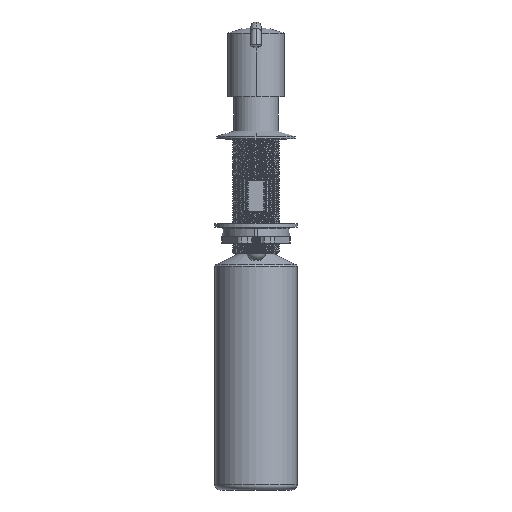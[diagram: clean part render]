
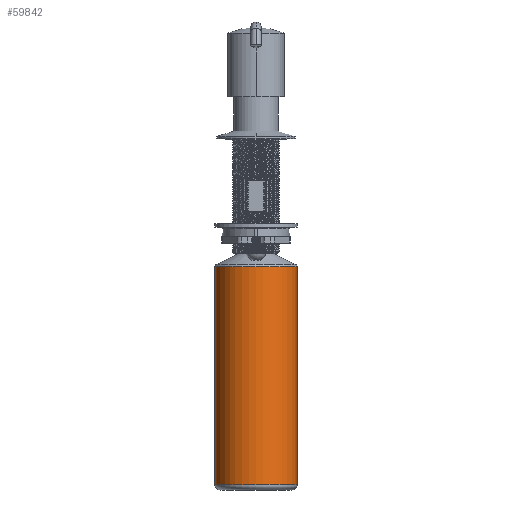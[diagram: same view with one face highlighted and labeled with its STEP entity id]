
A CAD part, front view. The second image highlights one B-rep face of the part: STEP entity #59842.
In plain terms, the highlighted cylindrical face has radius 24.876 mm (diameter 49.751 mm), a partial arc.
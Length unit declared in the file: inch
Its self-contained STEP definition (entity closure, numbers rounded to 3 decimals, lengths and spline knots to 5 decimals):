
#21090=CARTESIAN_POINT('',(0.,0.,-3.22881));
#21091=DIRECTION('',(0.,0.,1.));
#21092=DIRECTION('',(-1.,0.,0.));
#21093=AXIS2_PLACEMENT_3D('',#21090,#21091,#21092);
#21098=DIRECTION('',(0.,0.,1.));
#21099=VECTOR('',#21098,5.19619);
#21100=CARTESIAN_POINT('',(0.97936,0.,-8.425));
#21101=LINE('',#21100,#21099);
#21105=CARTESIAN_POINT('',(0.,0.,-8.425));
#21106=DIRECTION('',(0.,0.,1.));
#21107=DIRECTION('',(-1.,0.,0.));
#21108=AXIS2_PLACEMENT_3D('',#21105,#21106,#21107);
#21113=DIRECTION('',(0.,0.,1.));
#21114=VECTOR('',#21113,5.19619);
#21115=CARTESIAN_POINT('',(-0.97936,0.,-8.425));
#21116=LINE('',#21115,#21114);
#32588=CARTESIAN_POINT('',(-0.97936,0.,-8.425));
#32589=CARTESIAN_POINT('',(0.97936,0.,-8.425));
#32590=VERTEX_POINT('',#32588);
#32591=VERTEX_POINT('',#32589);
#32600=CARTESIAN_POINT('',(0.97936,0.,-3.22881));
#32601=CARTESIAN_POINT('',(-0.97936,0.,-3.22881));
#32602=VERTEX_POINT('',#32600);
#32603=VERTEX_POINT('',#32601);
#59830=CARTESIAN_POINT('',(0.,0.,-1.9875));
#59831=DIRECTION('',(0.,0.,-1.));
#59832=DIRECTION('',(1.,0.,0.));
#59833=AXIS2_PLACEMENT_3D('',#59830,#59831,#59832);
#59834=CYLINDRICAL_SURFACE('',#59833,0.97936);
#59835=ORIENTED_EDGE('',*,*,#59795,.T.);
#59836=ORIENTED_EDGE('',*,*,#59825,.F.);
#59838=ORIENTED_EDGE('',*,*,#59837,.F.);
#59839=ORIENTED_EDGE('',*,*,#59821,.T.);
#59840=EDGE_LOOP('',(#59835,#59836,#59838,#59839));
#59841=FACE_OUTER_BOUND('',#59840,.F.);
#21094=CIRCLE('',#21093,0.97936);
#21109=CIRCLE('',#21108,0.97936);
#59795=EDGE_CURVE('',#32603,#32602,#21094,.T.);
#59821=EDGE_CURVE('',#32590,#32603,#21116,.T.);
#59825=EDGE_CURVE('',#32591,#32602,#21101,.T.);
#59837=EDGE_CURVE('',#32590,#32591,#21109,.T.);
#59842=ADVANCED_FACE('',(#59841),#59834,.T.);
